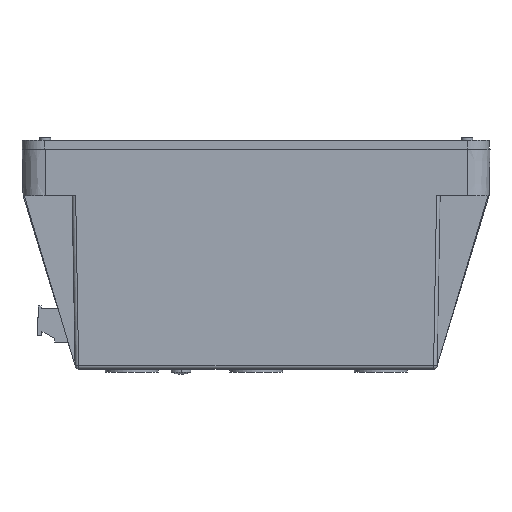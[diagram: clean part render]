
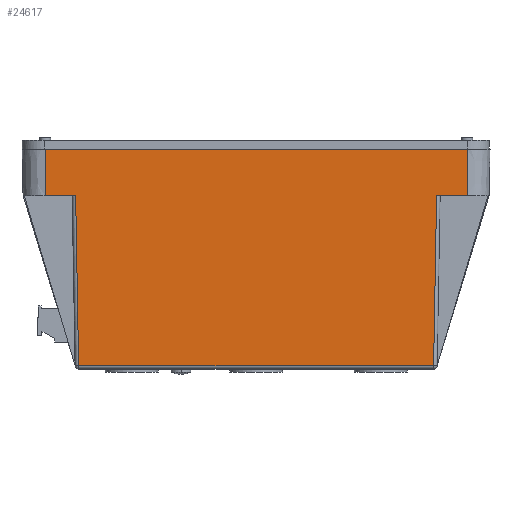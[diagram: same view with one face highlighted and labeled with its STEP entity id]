
A CAD part, front view. The second image highlights one B-rep face of the part: STEP entity #24617.
In plain terms, the highlighted planar face has unit normal (0, -1, -0.018).
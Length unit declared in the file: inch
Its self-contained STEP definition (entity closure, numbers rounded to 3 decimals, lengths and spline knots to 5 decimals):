
#3936 = VECTOR ( 'NONE', #112304, 39.37008 ) ;
#4853 = CARTESIAN_POINT ( 'NONE',  ( 2.57506, -2.0629, 2.458 ) ) ;
#9624 = VECTOR ( 'NONE', #67843, 39.37008 ) ;
#10226 = DIRECTION ( 'NONE',  ( 0., 0.017, -1. ) ) ;
#14467 = LINE ( 'NONE', #155271, #205335 ) ;
#16593 = VERTEX_POINT ( 'NONE', #4853 ) ;
#20645 = ORIENTED_EDGE ( 'NONE', *, *, #61612, .T. ) ;
#24617 = ADVANCED_FACE ( 'NONE', ( #177775 ), #92896, .T. ) ;
#26674 = VERTEX_POINT ( 'NONE', #116824 ) ;
#26724 = VERTEX_POINT ( 'NONE', #33739 ) ;
#28814 = CARTESIAN_POINT ( 'NONE',  ( 2.15069, -2.02, 0. ) ) ;
#33739 = CARTESIAN_POINT ( 'NONE',  ( -2.96722, -2.0629, 2.458 ) ) ;
#34199 = CARTESIAN_POINT ( 'NONE',  ( 2.14361, -2.0629, 2.458 ) ) ;
#35164 = VECTOR ( 'NONE', #103618, 39.37008 ) ;
#40637 = EDGE_CURVE ( 'NONE', #46550, #26674, #129349, .T. ) ;
#46550 = VERTEX_POINT ( 'NONE', #206058 ) ;
#52097 = CARTESIAN_POINT ( 'NONE',  ( -3.39868, -2.0629, 2.458 ) ) ;
#52918 = ORIENTED_EDGE ( 'NONE', *, *, #40637, .T. ) ;
#53070 = LINE ( 'NONE', #94778, #205616 ) ;
#60356 = VECTOR ( 'NONE', #70516, 39.37008 ) ;
#61612 = EDGE_CURVE ( 'NONE', #86633, #16593, #177215, .T. ) ;
#67843 = DIRECTION ( 'NONE',  ( 1., 0., 0. ) ) ;
#70516 = DIRECTION ( 'NONE',  ( -1., 0., 0. ) ) ;
#78819 = CARTESIAN_POINT ( 'NONE',  ( -2.97431, -2.07439, 3.116 ) ) ;
#82433 = EDGE_CURVE ( 'NONE', #26674, #86633, #164974, .T. ) ;
#86633 = VERTEX_POINT ( 'NONE', #34199 ) ;
#88087 = VECTOR ( 'NONE', #108972, 39.37008 ) ;
#92896 = PLANE ( 'NONE',  #200286 ) ;
#93218 = CARTESIAN_POINT ( 'NONE',  ( -3.39868, -2.07439, 3.116 ) ) ;
#94778 = CARTESIAN_POINT ( 'NONE',  ( -3.39868, -2.07439, 3.116 ) ) ;
#99243 = ORIENTED_EDGE ( 'NONE', *, *, #82433, .T. ) ;
#102379 = ORIENTED_EDGE ( 'NONE', *, *, #163994, .F. ) ;
#103618 = DIRECTION ( 'NONE',  ( 0.017, -0.017, 1. ) ) ;
#108972 = DIRECTION ( 'NONE',  ( 1., 0., 0. ) ) ;
#109885 = EDGE_CURVE ( 'NONE', #157767, #116547, #128668, .T. ) ;
#112304 = DIRECTION ( 'NONE',  ( -1., 0., 0. ) ) ;
#112364 = VECTOR ( 'NONE', #126554, 39.37008 ) ;
#115762 = EDGE_CURVE ( 'NONE', #26724, #46550, #191301, .T. ) ;
#116547 = VERTEX_POINT ( 'NONE', #93218 ) ;
#116824 = CARTESIAN_POINT ( 'NONE',  ( 2.10156, -2.02086, 0.04913 ) ) ;
#118453 = ORIENTED_EDGE ( 'NONE', *, *, #162786, .F. ) ;
#126554 = DIRECTION ( 'NONE',  ( 0.017, 0.017, -1. ) ) ;
#128668 = LINE ( 'NONE', #78819, #3936 ) ;
#129349 = LINE ( 'NONE', #181582, #9624 ) ;
#133277 = EDGE_CURVE ( 'NONE', #16593, #157767, #14467, .T. ) ;
#136329 = CARTESIAN_POINT ( 'NONE',  ( 2.15511, -2.07441, 3.11687 ) ) ;
#139221 = CARTESIAN_POINT ( 'NONE',  ( 2.57506, -2.07439, 3.116 ) ) ;
#140690 = ORIENTED_EDGE ( 'NONE', *, *, #109885, .T. ) ;
#155271 = CARTESIAN_POINT ( 'NONE',  ( 2.57506, -2.07439, 3.116 ) ) ;
#155970 = DIRECTION ( 'NONE',  ( 0., -0.017, 1. ) ) ;
#156815 = ORIENTED_EDGE ( 'NONE', *, *, #133277, .T. ) ;
#157767 = VERTEX_POINT ( 'NONE', #139221 ) ;
#162157 = LINE ( 'NONE', #52097, #60356 ) ;
#162786 = EDGE_CURVE ( 'NONE', #26724, #208097, #162157, .T. ) ;
#163994 = EDGE_CURVE ( 'NONE', #208097, #116547, #53070, .T. ) ;
#164974 = LINE ( 'NONE', #136329, #35164 ) ;
#170064 = EDGE_LOOP ( 'NONE', ( #140690, #102379, #118453, #175711, #52918, #99243, #20645, #156815 ) ) ;
#172216 = DIRECTION ( 'NONE',  ( 0., -1., -0.017 ) ) ;
#173701 = CARTESIAN_POINT ( 'NONE',  ( 2.08006, -2.0629, 2.458 ) ) ;
#175711 = ORIENTED_EDGE ( 'NONE', *, *, #115762, .T. ) ;
#175825 = DIRECTION ( 'NONE',  ( 0., -0.017, 1. ) ) ;
#177215 = LINE ( 'NONE', #173701, #88087 ) ;
#177775 = FACE_OUTER_BOUND ( 'NONE', #170064, .T. ) ;
#181582 = CARTESIAN_POINT ( 'NONE',  ( 2.15069, -2.02086, 0.04913 ) ) ;
#191275 = CARTESIAN_POINT ( 'NONE',  ( -2.92433, -2.02002, 0.00087 ) ) ;
#191301 = LINE ( 'NONE', #191275, #112364 ) ;
#200286 = AXIS2_PLACEMENT_3D ( 'NONE', #28814, #172216, #10226 ) ;
#202484 = CARTESIAN_POINT ( 'NONE',  ( -3.39868, -2.0629, 2.458 ) ) ;
#205335 = VECTOR ( 'NONE', #155970, 39.37008 ) ;
#205616 = VECTOR ( 'NONE', #175825, 39.37008 ) ;
#206058 = CARTESIAN_POINT ( 'NONE',  ( -2.92517, -2.02086, 0.04913 ) ) ;
#208097 = VERTEX_POINT ( 'NONE', #202484 ) ;
